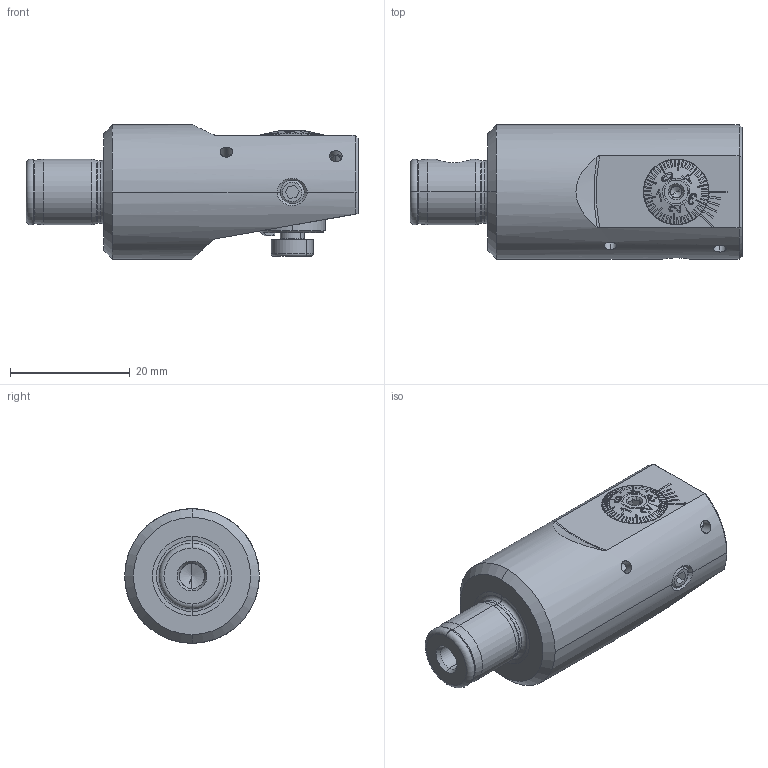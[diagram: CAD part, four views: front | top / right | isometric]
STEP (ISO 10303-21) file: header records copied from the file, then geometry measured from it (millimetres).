
FILE_DESCRIPTION (( 'STEP AP203' ), '1' );
FILE_NAME ('C04.020.024.045.STEP', '2021-01-20T15:30:01', ( '' ), ( '' ), 'SwSTEP 2.0', 'SolidWorks 2017', '' );
FILE_SCHEMA (( 'CONFIG_CONTROL_DESIGN' ));
Length unit declared in the file: millimetre
Products named in the file (15): F20-BG2.011.003_A; ISO 4026 - M4 x 4; C04.020.024.045; DIN 3771 - 11x1_x; F20-BG2.011.004_A; DIN 7984 - M4 x 6_PreviewCfg; WH1-F20.AA3.045_A_K”lung neu; F20-BG1.AA3.011_A_Standart ; F20-BG3.004.018_A; Klebstoff D4; F20-BG1.008.006_B; ISO 4762 - M1.4 x 6; F20-BG2.007.006_A; F20-BG2.008.009_A; F20-BG1.AA4.011_verstellbar
Assembly tree (14 placements, depth 3):
  C04.020.024.045
    WH1-F20.AA3.045_A_K”lung neu
    F20-BG1.AA4.011_verstellbar
      F20-BG1.AA3.011_A_Standart 
      F20-BG2.008.009_A
      F20-BG2.011.003_A
      DIN 3771 - 11x1_x
      F20-BG2.007.006_A
      F20-BG2.011.004_A
      F20-BG1.008.006_B
    F20-BG3.004.018_A
    Klebstoff D4
    DIN 7984 - M4 x 6_PreviewCfg
    ISO 4762 - M1.4 x 6
    ISO 4026 - M4 x 4
Bounding box: 55.5 x 22.5 x 22.5 mm (x, y, z)
Volume: 15121.4 mm3; surface area: 8122.1 mm2
Topology: 13 solids, 13 shells, 644 faces, 1661 edges, 1047 vertices
Faces by surface type: plane 285, cone 164, cylinder 107, torus 52, bspline 36
Entity records: 23740 total; most frequent: CARTESIAN_POINT 7281, ORIENTED_EDGE 3298, DIRECTION 2836, EDGE_CURVE 1649, AXIS2_PLACEMENT_3D 1101, VERTEX_POINT 1047, EDGE_LOOP 692, ADVANCED_FACE 644
